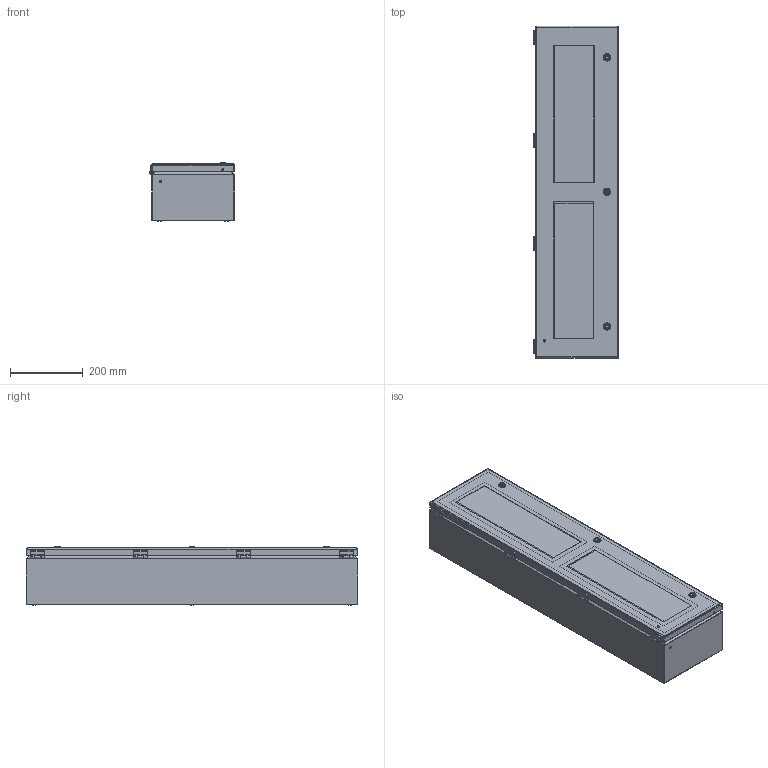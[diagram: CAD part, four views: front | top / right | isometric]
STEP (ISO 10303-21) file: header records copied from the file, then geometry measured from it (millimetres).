
FILE_DESCRIPTION (( 'STEP AP214' ), '1' );
FILE_NAME ('SCE-L9366ELJW.STEP', '2021-01-27T12:00:59', ( '' ), ( '' ), 'SwSTEP 2.0', 'SolidWorks 2019', '' );
FILE_SCHEMA (( 'AUTOMOTIVE_DESIGN' ));
Length unit declared in the file: inch
Products named in the file (1): SCE-L9366ELJW
Bounding box: 234.18 x 914.5 x 159.92 mm (x, y, z)
Volume: 2187324.7 mm3; surface area: 2154115.6 mm2
Topology: 58 solids, 62 shells, 1819 faces, 4333 edges, 2553 vertices
Faces by surface type: plane 740, cylinder 597, bspline 356, torus 84, cone 42
Full cylindrical faces by diameter (mm): 0.508 x4, 2.54 x4, 3.962 x4, 4.013 x4, 4.06 x8, 4.572 x4, 4.763 x2, 4.775 x8, 4.826 x9, 4.902 x1, 5.08 x3, 5.537 x1, 5.544 x3, 5.842 x4, 6.02 x4, 6.058 x3, 6.463 x3, 6.502 x2, 6.756 x4, 6.824 x3, 7.112 x6, 7.167 x3, 7.216 x6, 7.874 x3, 8.28 x3, 8.89 x3, 9.474 x6, 10.922 x3, 11.684 x3, 12.065 x3
Entity records: 95735 total; most frequent: CARTESIAN_POINT 33183, ORIENTED_EDGE 7898, DIRECTION 7451, EDGE_CURVE 3949, AXIS2_PLACEMENT_3D 2798, VERTEX_POINT 2502, EDGE_LOOP 2155, FACE_OUTER_BOUND 1966
